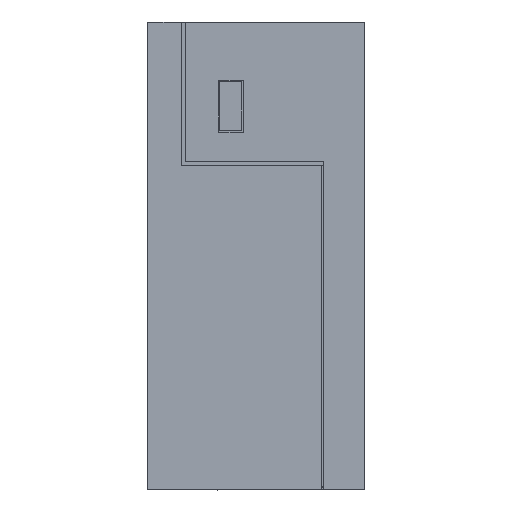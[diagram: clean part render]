
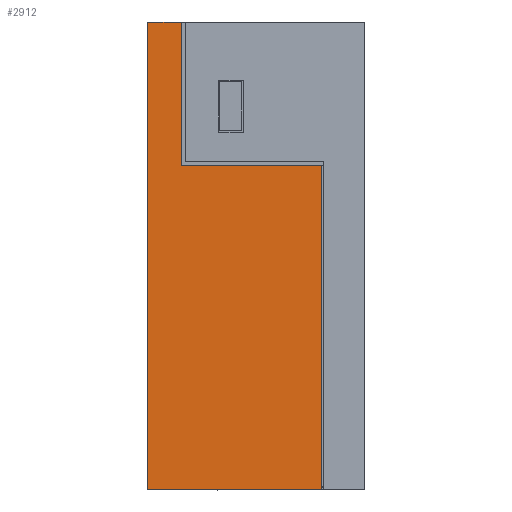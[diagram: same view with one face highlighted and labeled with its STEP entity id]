
A CAD part, top view. The second image highlights one B-rep face of the part: STEP entity #2912.
In plain terms, the highlighted planar face has unit normal (0, 0, 1).
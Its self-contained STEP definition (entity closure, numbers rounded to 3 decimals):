
#2883=AXIS2_PLACEMENT_3D('Plane Axis2P3D',#2880,#2881,#2882) ;
#279=CARTESIAN_POINT('Line Origine',(4.445,13.9,30.56)) ;
#283=CARTESIAN_POINT('Vertex',(1.44,13.9,30.56)) ;
#285=CARTESIAN_POINT('Vertex',(7.45,13.9,30.56)) ;
#331=CARTESIAN_POINT('Vertex',(1.44,20.05,30.56)) ;
#334=CARTESIAN_POINT('Line Origine',(1.44,16.975,30.56)) ;
#352=CARTESIAN_POINT('Line Origine',(0.72,20.05,30.56)) ;
#356=CARTESIAN_POINT('Vertex',(0.,20.05,30.56)) ;
#2880=CARTESIAN_POINT('Axis2P3D Location',(0.,20.05,30.56)) ;
#2885=CARTESIAN_POINT('Line Origine',(3.725,0.,30.56)) ;
#2889=CARTESIAN_POINT('Vertex',(0.,0.,30.56)) ;
#2891=CARTESIAN_POINT('Vertex',(7.45,0.,30.56)) ;
#2894=CARTESIAN_POINT('Line Origine',(7.45,6.95,30.56)) ;
#2899=CARTESIAN_POINT('Line Origine',(0.,10.025,30.56)) ;
#280=DIRECTION('Vector Direction',(-1.,0.,0.)) ;
#335=DIRECTION('Vector Direction',(0.,1.,0.)) ;
#353=DIRECTION('Vector Direction',(1.,0.,0.)) ;
#2881=DIRECTION('Axis2P3D Direction',(-0.,0.,1.)) ;
#2882=DIRECTION('Axis2P3D XDirection',(0.,-1.,0.)) ;
#2886=DIRECTION('Vector Direction',(1.,0.,0.)) ;
#2895=DIRECTION('Vector Direction',(0.,1.,0.)) ;
#2900=DIRECTION('Vector Direction',(0.,-1.,0.)) ;
#281=VECTOR('Line Direction',#280,1.) ;
#336=VECTOR('Line Direction',#335,1.) ;
#354=VECTOR('Line Direction',#353,1.) ;
#2887=VECTOR('Line Direction',#2886,1.) ;
#2896=VECTOR('Line Direction',#2895,1.) ;
#2901=VECTOR('Line Direction',#2900,1.) ;
#2905=ORIENTED_EDGE('',*,*,#2893,.T.) ;
#2906=ORIENTED_EDGE('',*,*,#2898,.T.) ;
#2907=ORIENTED_EDGE('',*,*,#287,.F.) ;
#2908=ORIENTED_EDGE('',*,*,#338,.F.) ;
#2909=ORIENTED_EDGE('',*,*,#358,.F.) ;
#2910=ORIENTED_EDGE('',*,*,#2903,.F.) ;
#2912=ADVANCED_FACE('HOUSING',(#2911),#2884,.T.) ;
#287=EDGE_CURVE('',#284,#286,#282,.F.) ;
#338=EDGE_CURVE('',#332,#284,#337,.F.) ;
#358=EDGE_CURVE('',#357,#332,#355,.T.) ;
#2893=EDGE_CURVE('',#2890,#2892,#2888,.T.) ;
#2898=EDGE_CURVE('',#2892,#286,#2897,.T.) ;
#2903=EDGE_CURVE('',#2890,#357,#2902,.F.) ;
#2904=EDGE_LOOP('',(#2905,#2906,#2907,#2908,#2909,#2910)) ;
#2911=FACE_OUTER_BOUND('',#2904,.T.) ;
#282=LINE('Line',#279,#281) ;
#337=LINE('Line',#334,#336) ;
#355=LINE('Line',#352,#354) ;
#2888=LINE('Line',#2885,#2887) ;
#2897=LINE('Line',#2894,#2896) ;
#2902=LINE('Line',#2899,#2901) ;
#2884=PLANE('',#2883) ;
#284=VERTEX_POINT('',#283) ;
#286=VERTEX_POINT('',#285) ;
#332=VERTEX_POINT('',#331) ;
#357=VERTEX_POINT('',#356) ;
#2890=VERTEX_POINT('',#2889) ;
#2892=VERTEX_POINT('',#2891) ;
